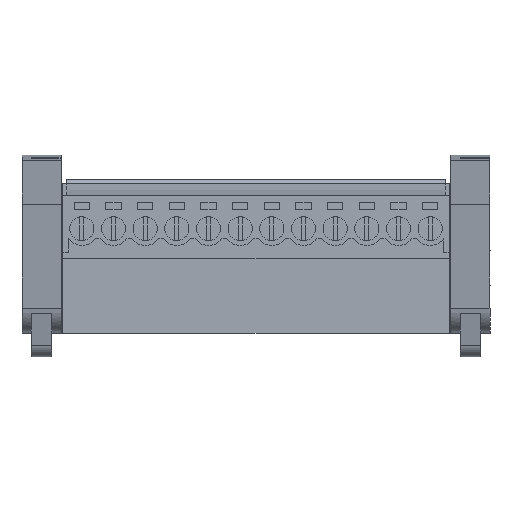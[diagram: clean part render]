
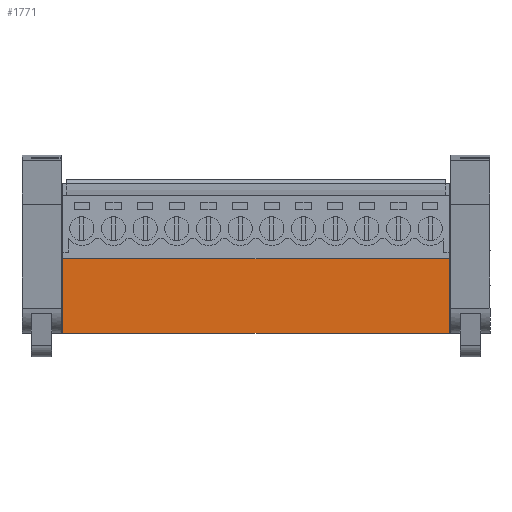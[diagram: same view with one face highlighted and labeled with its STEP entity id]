
A CAD part, front view. The second image highlights one B-rep face of the part: STEP entity #1771.
In plain terms, the highlighted planar face has unit normal (0, -1, 0).
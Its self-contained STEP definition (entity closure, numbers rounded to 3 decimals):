
#1751=AXIS2_PLACEMENT_3D('Plane Axis2P3D',#1748,#1749,#1750) ;
#63=CARTESIAN_POINT('Vertex',(4.9,5.036,2.846)) ;
#66=CARTESIAN_POINT('Line Origine',(4.9,5.036,7.321)) ;
#70=CARTESIAN_POINT('Vertex',(4.9,5.036,11.796)) ;
#365=CARTESIAN_POINT('Vertex',(51.41,5.036,2.846)) ;
#368=CARTESIAN_POINT('Line Origine',(28.155,5.036,2.846)) ;
#1748=CARTESIAN_POINT('Axis2P3D Location',(51.41,5.036,11.796)) ;
#1753=CARTESIAN_POINT('Line Origine',(51.41,5.036,7.321)) ;
#1757=CARTESIAN_POINT('Vertex',(51.41,5.036,11.796)) ;
#1760=CARTESIAN_POINT('Line Origine',(28.155,5.036,11.796)) ;
#67=DIRECTION('Vector Direction',(0.,0.,-1.)) ;
#369=DIRECTION('Vector Direction',(-1.,0.,0.)) ;
#1749=DIRECTION('Axis2P3D Direction',(0.,1.,0.)) ;
#1750=DIRECTION('Axis2P3D XDirection',(0.,0.,-1.)) ;
#1754=DIRECTION('Vector Direction',(0.,0.,-1.)) ;
#1761=DIRECTION('Vector Direction',(-1.,0.,0.)) ;
#68=VECTOR('Line Direction',#67,1.) ;
#370=VECTOR('Line Direction',#369,1.) ;
#1755=VECTOR('Line Direction',#1754,1.) ;
#1762=VECTOR('Line Direction',#1761,1.) ;
#1766=ORIENTED_EDGE('',*,*,#372,.F.) ;
#1767=ORIENTED_EDGE('',*,*,#1759,.F.) ;
#1768=ORIENTED_EDGE('',*,*,#1764,.T.) ;
#1769=ORIENTED_EDGE('',*,*,#72,.T.) ;
#1771=ADVANCED_FACE('HOUSING',(#1770),#1752,.F.) ;
#72=EDGE_CURVE('',#71,#64,#69,.T.) ;
#372=EDGE_CURVE('',#366,#64,#371,.T.) ;
#1759=EDGE_CURVE('',#1758,#366,#1756,.T.) ;
#1764=EDGE_CURVE('',#1758,#71,#1763,.T.) ;
#1765=EDGE_LOOP('',(#1766,#1767,#1768,#1769)) ;
#1770=FACE_OUTER_BOUND('',#1765,.T.) ;
#69=LINE('Line',#66,#68) ;
#371=LINE('Line',#368,#370) ;
#1756=LINE('Line',#1753,#1755) ;
#1763=LINE('Line',#1760,#1762) ;
#1752=PLANE('',#1751) ;
#64=VERTEX_POINT('',#63) ;
#71=VERTEX_POINT('',#70) ;
#366=VERTEX_POINT('',#365) ;
#1758=VERTEX_POINT('',#1757) ;
